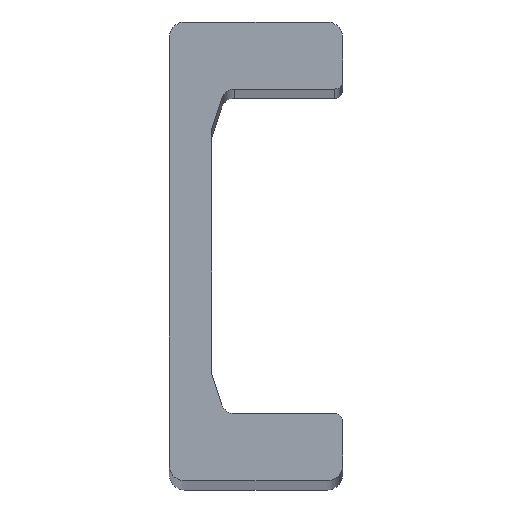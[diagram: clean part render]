
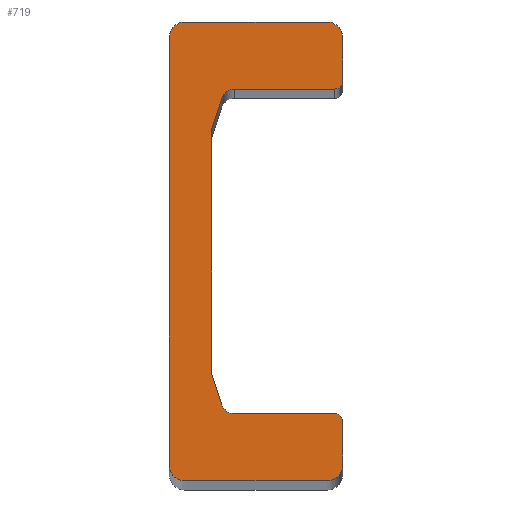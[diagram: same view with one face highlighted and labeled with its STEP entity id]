
A CAD part, top view. The second image highlights one B-rep face of the part: STEP entity #719.
In plain terms, the highlighted planar face has unit normal (0, 0, 1).
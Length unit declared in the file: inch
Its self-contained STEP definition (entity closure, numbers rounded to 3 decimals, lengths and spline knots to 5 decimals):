
#1 = VECTOR ( 'NONE', #95, 39.37008 ) ;
#2 = CARTESIAN_POINT ( 'NONE',  ( 1.73622, 2.55512, 0. ) ) ;
#11 = VERTEX_POINT ( 'NONE', #502 ) ;
#17 = ORIENTED_EDGE ( 'NONE', *, *, #337, .T. ) ;
#19 = CARTESIAN_POINT ( 'NONE',  ( 0.22456, -2.24016, 0. ) ) ;
#27 = AXIS2_PLACEMENT_3D ( 'NONE', #894, #237, #172 ) ;
#32 = VECTOR ( 'NONE', #883, 39.37008 ) ;
#33 = VERTEX_POINT ( 'NONE', #508 ) ;
#34 = CARTESIAN_POINT ( 'NONE',  ( -0.11417, 1.84646, 0. ) ) ;
#42 = CARTESIAN_POINT ( 'NONE',  ( 1.85433, -2.55512, 0. ) ) ;
#48 = AXIS2_PLACEMENT_3D ( 'NONE', #688, #51, #542 ) ;
#51 = DIRECTION ( 'NONE',  ( 0., 0., 1. ) ) ;
#62 = CARTESIAN_POINT ( 'NONE',  ( 1.73622, 2.43701, 0. ) ) ;
#65 = LINE ( 'NONE', #618, #191 ) ;
#71 = VECTOR ( 'NONE', #406, 39.37008 ) ;
#74 = DIRECTION ( 'NONE',  ( 0., 0., 1. ) ) ;
#76 = EDGE_CURVE ( 'NONE', #11, #666, #119, .T. ) ;
#77 = CARTESIAN_POINT ( 'NONE',  ( 1.61811, 3.20866, 0. ) ) ;
#88 = CARTESIAN_POINT ( 'NONE',  ( -0.51575, 3.44488, 0. ) ) ;
#90 = ORIENTED_EDGE ( 'NONE', *, *, #504, .T. ) ;
#94 = DIRECTION ( 'NONE',  ( -1., 0., 0. ) ) ;
#95 = DIRECTION ( 'NONE',  ( 0., 1., 0. ) ) ;
#97 = ORIENTED_EDGE ( 'NONE', *, *, #344, .T. ) ;
#109 = EDGE_CURVE ( 'NONE', #270, #33, #558, .T. ) ;
#113 = DIRECTION ( 'NONE',  ( 0., 1., 0. ) ) ;
#119 = CIRCLE ( 'NONE', #287, 0.11811 ) ;
#121 = VECTOR ( 'NONE', #520, 39.37008 ) ;
#124 = CARTESIAN_POINT ( 'NONE',  ( 1.85433, -3.20866, 0. ) ) ;
#129 = VERTEX_POINT ( 'NONE', #747 ) ;
#132 = DIRECTION ( 'NONE',  ( 0., 0., 1. ) ) ;
#138 = CARTESIAN_POINT ( 'NONE',  ( 1.73622, -2.43701, 0. ) ) ;
#155 = CIRCLE ( 'NONE', #27, 0.23622 ) ;
#157 = CARTESIAN_POINT ( 'NONE',  ( -0.11417, -1.84646, 0. ) ) ;
#159 = CARTESIAN_POINT ( 'NONE',  ( -0.75197, 3.20866, 0. ) ) ;
#161 = AXIS2_PLACEMENT_3D ( 'NONE', #77, #288, #296 ) ;
#168 = VERTEX_POINT ( 'NONE', #294 ) ;
#172 = DIRECTION ( 'NONE',  ( -1., 0., 0. ) ) ;
#178 = EDGE_CURVE ( 'NONE', #655, #486, #445, .T. ) ;
#183 = DIRECTION ( 'NONE',  ( 1., 0., 0. ) ) ;
#187 = CARTESIAN_POINT ( 'NONE',  ( -0.11417, 1.84646, 0. ) ) ;
#191 = VECTOR ( 'NONE', #767, 39.37008 ) ;
#193 = LINE ( 'NONE', #702, #448 ) ;
#207 = DIRECTION ( 'NONE',  ( 1., 0., 0. ) ) ;
#208 = VECTOR ( 'NONE', #94, 39.37008 ) ;
#219 = ORIENTED_EDGE ( 'NONE', *, *, #462, .T. ) ;
#237 = DIRECTION ( 'NONE',  ( 0., 0., 1. ) ) ;
#244 = LINE ( 'NONE', #187, #71 ) ;
#249 = EDGE_CURVE ( 'NONE', #305, #655, #718, .T. ) ;
#252 = CARTESIAN_POINT ( 'NONE',  ( 0.22456, 2.24016, 0. ) ) ;
#253 = EDGE_CURVE ( 'NONE', #341, #305, #807, .T. ) ;
#256 = CARTESIAN_POINT ( 'NONE',  ( -0.51575, -3.44488, 0. ) ) ;
#259 = CIRCLE ( 'NONE', #577, 0.11811 ) ;
#262 = DIRECTION ( 'NONE',  ( 0., 0., -1. ) ) ;
#270 = VERTEX_POINT ( 'NONE', #332 ) ;
#276 = ORIENTED_EDGE ( 'NONE', *, *, #707, .T. ) ;
#287 = AXIS2_PLACEMENT_3D ( 'NONE', #2, #74, #567 ) ;
#288 = DIRECTION ( 'NONE',  ( 0., 0., 1. ) ) ;
#294 = CARTESIAN_POINT ( 'NONE',  ( -0.75197, -3.20866, 0. ) ) ;
#296 = DIRECTION ( 'NONE',  ( 1., 0., 0. ) ) ;
#305 = VERTEX_POINT ( 'NONE', #783 ) ;
#332 = CARTESIAN_POINT ( 'NONE',  ( 1.85433, 3.20866, 0. ) ) ;
#337 = EDGE_CURVE ( 'NONE', #876, #559, #505, .T. ) ;
#341 = VERTEX_POINT ( 'NONE', #138 ) ;
#342 = CARTESIAN_POINT ( 'NONE',  ( 0.22456, 2.24016, 0. ) ) ;
#344 = EDGE_CURVE ( 'NONE', #129, #812, #458, .T. ) ;
#363 = ORIENTED_EDGE ( 'NONE', *, *, #810, .T. ) ;
#377 = AXIS2_PLACEMENT_3D ( 'NONE', #342, #262, #703 ) ;
#385 = CARTESIAN_POINT ( 'NONE',  ( 1.85433, 2.55512, 0. ) ) ;
#388 = EDGE_CURVE ( 'NONE', #559, #11, #768, .T. ) ;
#405 = ORIENTED_EDGE ( 'NONE', *, *, #388, .T. ) ;
#406 = DIRECTION ( 'NONE',  ( 0.316, 0.949, 0. ) ) ;
#436 = VERTEX_POINT ( 'NONE', #34 ) ;
#445 = LINE ( 'NONE', #157, #121 ) ;
#448 = VECTOR ( 'NONE', #706, 39.37008 ) ;
#451 = EDGE_CURVE ( 'NONE', #168, #640, #576, .T. ) ;
#455 = LINE ( 'NONE', #753, #699 ) ;
#458 = CIRCLE ( 'NONE', #660, 0.23622 ) ;
#462 = EDGE_CURVE ( 'NONE', #666, #270, #455, .T. ) ;
#464 = FACE_OUTER_BOUND ( 'NONE', #856, .T. ) ;
#475 = VERTEX_POINT ( 'NONE', #42 ) ;
#483 = AXIS2_PLACEMENT_3D ( 'NONE', #252, #750, #183 ) ;
#486 = VERTEX_POINT ( 'NONE', #510 ) ;
#488 = VERTEX_POINT ( 'NONE', #874 ) ;
#502 = CARTESIAN_POINT ( 'NONE',  ( 1.73622, 2.43701, 0. ) ) ;
#504 = EDGE_CURVE ( 'NONE', #488, #168, #595, .T. ) ;
#505 = CIRCLE ( 'NONE', #377, 0.19685 ) ;
#508 = CARTESIAN_POINT ( 'NONE',  ( 1.61811, 3.44488, 0. ) ) ;
#510 = CARTESIAN_POINT ( 'NONE',  ( -0.11417, -1.84646, 0. ) ) ;
#515 = DIRECTION ( 'NONE',  ( 0., 0., -1. ) ) ;
#517 = VERTEX_POINT ( 'NONE', #88 ) ;
#520 = DIRECTION ( 'NONE',  ( -0.316, 0.949, 0. ) ) ;
#523 = ORIENTED_EDGE ( 'NONE', *, *, #249, .T. ) ;
#524 = ORIENTED_EDGE ( 'NONE', *, *, #109, .T. ) ;
#532 = EDGE_CURVE ( 'NONE', #475, #341, #259, .T. ) ;
#542 = DIRECTION ( 'NONE',  ( 1., 0., 0. ) ) ;
#558 = CIRCLE ( 'NONE', #161, 0.23622 ) ;
#559 = VERTEX_POINT ( 'NONE', #710 ) ;
#563 = ORIENTED_EDGE ( 'NONE', *, *, #451, .T. ) ;
#567 = DIRECTION ( 'NONE',  ( -1., 0., 0. ) ) ;
#576 = CIRCLE ( 'NONE', #48, 0.23622 ) ;
#577 = AXIS2_PLACEMENT_3D ( 'NONE', #633, #132, #207 ) ;
#585 = DIRECTION ( 'NONE',  ( 0., -1., 0. ) ) ;
#586 = ORIENTED_EDGE ( 'NONE', *, *, #178, .T. ) ;
#595 = LINE ( 'NONE', #159, #642 ) ;
#599 = VECTOR ( 'NONE', #913, 39.37008 ) ;
#604 = PLANE ( 'NONE',  #483 ) ;
#614 = AXIS2_PLACEMENT_3D ( 'NONE', #19, #515, #739 ) ;
#615 = LINE ( 'NONE', #756, #1 ) ;
#618 = CARTESIAN_POINT ( 'NONE',  ( 1.61811, 3.44488, 0. ) ) ;
#631 = DIRECTION ( 'NONE',  ( 0., 0., 1. ) ) ;
#632 = EDGE_CURVE ( 'NONE', #640, #129, #879, .T. ) ;
#633 = CARTESIAN_POINT ( 'NONE',  ( 1.73622, -2.55512, 0. ) ) ;
#635 = CARTESIAN_POINT ( 'NONE',  ( 1.61811, -3.20866, 0. ) ) ;
#640 = VERTEX_POINT ( 'NONE', #256 ) ;
#642 = VECTOR ( 'NONE', #585, 39.37008 ) ;
#651 = EDGE_CURVE ( 'NONE', #486, #436, #615, .T. ) ;
#652 = CARTESIAN_POINT ( 'NONE',  ( 1.73622, -2.43701, 0. ) ) ;
#655 = VERTEX_POINT ( 'NONE', #678 ) ;
#660 = AXIS2_PLACEMENT_3D ( 'NONE', #635, #631, #853 ) ;
#666 = VERTEX_POINT ( 'NONE', #385 ) ;
#678 = CARTESIAN_POINT ( 'NONE',  ( 0.03781, -2.30241, 0. ) ) ;
#688 = CARTESIAN_POINT ( 'NONE',  ( -0.51575, -3.20866, 0. ) ) ;
#699 = VECTOR ( 'NONE', #113, 39.37008 ) ;
#702 = CARTESIAN_POINT ( 'NONE',  ( 1.85433, -3.20866, 0. ) ) ;
#703 = DIRECTION ( 'NONE',  ( 1., 0., 0. ) ) ;
#705 = ORIENTED_EDGE ( 'NONE', *, *, #815, .T. ) ;
#706 = DIRECTION ( 'NONE',  ( 0., 1., 0. ) ) ;
#707 = EDGE_CURVE ( 'NONE', #517, #488, #155, .T. ) ;
#710 = CARTESIAN_POINT ( 'NONE',  ( 0.22456, 2.43701, 0. ) ) ;
#718 = CIRCLE ( 'NONE', #614, 0.19685 ) ;
#719 = ADVANCED_FACE ( 'NONE', ( #464 ), #604, .T. ) ;
#739 = DIRECTION ( 'NONE',  ( -1., 0., 0. ) ) ;
#743 = CARTESIAN_POINT ( 'NONE',  ( 1.61811, -3.44488, 0. ) ) ;
#747 = CARTESIAN_POINT ( 'NONE',  ( 1.61811, -3.44488, 0. ) ) ;
#750 = DIRECTION ( 'NONE',  ( 0., 0., 1. ) ) ;
#753 = CARTESIAN_POINT ( 'NONE',  ( 1.85433, 3.20866, 0. ) ) ;
#756 = CARTESIAN_POINT ( 'NONE',  ( -0.11417, 1.84646, 0. ) ) ;
#766 = ORIENTED_EDGE ( 'NONE', *, *, #651, .T. ) ;
#767 = DIRECTION ( 'NONE',  ( -1., 0., 0. ) ) ;
#768 = LINE ( 'NONE', #62, #599 ) ;
#770 = ORIENTED_EDGE ( 'NONE', *, *, #532, .T. ) ;
#776 = ORIENTED_EDGE ( 'NONE', *, *, #253, .T. ) ;
#783 = CARTESIAN_POINT ( 'NONE',  ( 0.22456, -2.43701, 0. ) ) ;
#807 = LINE ( 'NONE', #652, #208 ) ;
#810 = EDGE_CURVE ( 'NONE', #436, #876, #244, .T. ) ;
#812 = VERTEX_POINT ( 'NONE', #124 ) ;
#815 = EDGE_CURVE ( 'NONE', #812, #475, #193, .T. ) ;
#839 = CARTESIAN_POINT ( 'NONE',  ( 0.03781, 2.30241, 0. ) ) ;
#842 = ORIENTED_EDGE ( 'NONE', *, *, #847, .T. ) ;
#847 = EDGE_CURVE ( 'NONE', #33, #517, #65, .T. ) ;
#853 = DIRECTION ( 'NONE',  ( -1., 0., 0. ) ) ;
#856 = EDGE_LOOP ( 'NONE', ( #363, #17, #405, #871, #219, #524, #842, #276, #90, #563, #910, #97, #705, #770, #776, #523, #586, #766 ) ) ;
#871 = ORIENTED_EDGE ( 'NONE', *, *, #76, .T. ) ;
#874 = CARTESIAN_POINT ( 'NONE',  ( -0.75197, 3.20866, 0. ) ) ;
#876 = VERTEX_POINT ( 'NONE', #839 ) ;
#879 = LINE ( 'NONE', #743, #32 ) ;
#883 = DIRECTION ( 'NONE',  ( 1., 0., 0. ) ) ;
#894 = CARTESIAN_POINT ( 'NONE',  ( -0.51575, 3.20866, 0. ) ) ;
#910 = ORIENTED_EDGE ( 'NONE', *, *, #632, .T. ) ;
#913 = DIRECTION ( 'NONE',  ( 1., 0., 0. ) ) ;
